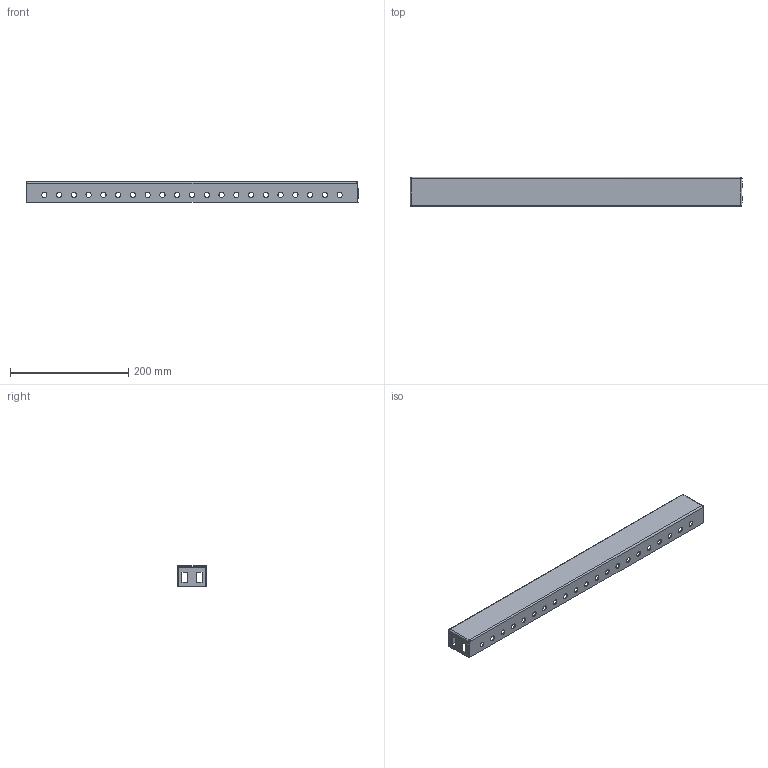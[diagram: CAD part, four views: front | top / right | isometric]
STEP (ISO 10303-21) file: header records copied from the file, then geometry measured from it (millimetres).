
FILE_DESCRIPTION (( 'STEP AP214' ), '1' );
FILE_NAME ('YKV-PP-562-600 Ïðîôèëü ïîïåðå÷íûé 562 äëÿ ÂÐÓ ÕÕÕÕõ600õÕÕÕ SMART.STEP', '2020-02-19T13:40:10', ( '' ), ( '' ), 'SwSTEP 2.0', 'SolidWorks 2017', '' );
FILE_SCHEMA (( 'AUTOMOTIVE_DESIGN' ));
Length unit declared in the file: millimetre
Products named in the file (1): YKV-PP-562-600 Ïðîôèëü ïîïåðå÷íûé 562 äëÿ ÂÐÓ ÕÕÕÕõ600õÕÕÕ SMART
Bounding box: 562 x 50 x 35 mm (x, y, z)
Volume: 96713.1 mm3; surface area: 133286.5 mm2
Topology: 1 solids, 1 shells, 138 faces, 376 edges, 240 vertices
Faces by surface type: cylinder 92, plane 38, bspline 8
Entity records: 4794 total; most frequent: CARTESIAN_POINT 1019, DIRECTION 790, ORIENTED_EDGE 752, EDGE_CURVE 376, AXIS2_PLACEMENT_3D 299, VERTEX_POINT 240, EDGE_LOOP 230, VECTOR 192
